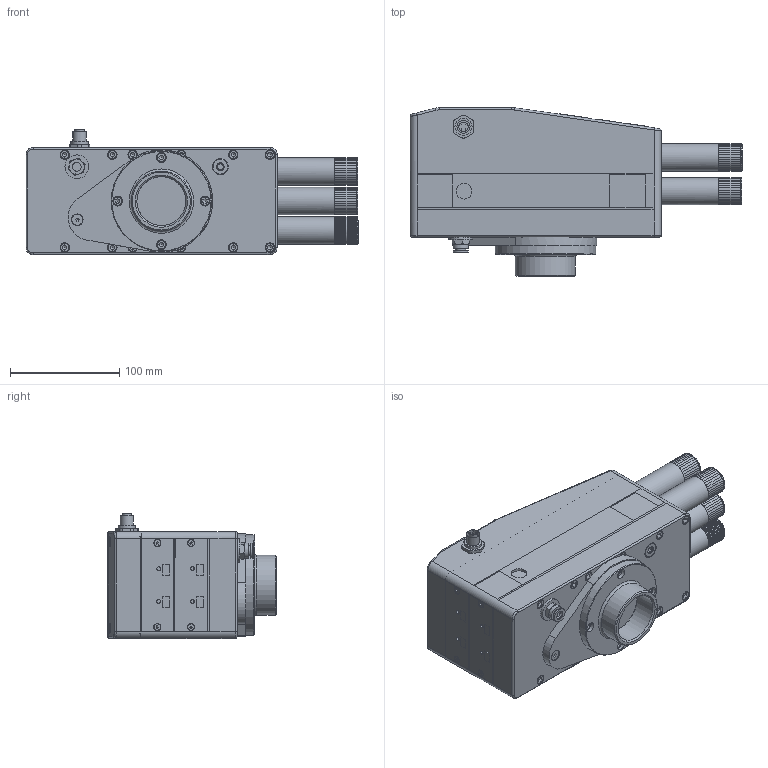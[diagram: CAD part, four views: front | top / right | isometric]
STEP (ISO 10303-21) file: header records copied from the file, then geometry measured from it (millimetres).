
FILE_DESCRIPTION(/* description */ (''),/* implementation_level */ '2;1');
FILE_NAME(/* name */ 'Trimax CVTX6.stp',/* time_stamp */ '2021-02-05T10:46:49+01:00',/* author */ ('enginyeria'),/* organization */ (''),/* preprocessor_version */ 'ST-DEVELOPER v17.2',/* originating_system */ 'Autodesk Inventor 2019',/* authorisation */ '');
FILE_SCHEMA (('CONFIG_CONTROL_DESIGN'));
Products named in the file (1): Trimax CVTX6
Bounding box: 304.11 x 154.56 x 114.68 mm (x, y, z)
Volume: 2796974.2 mm3; surface area: 281187.3 mm2
Topology: 1 solids, 29 shells, 2147 faces, 4857 edges, 2825 vertices
Faces by surface type: plane 1612, cylinder 350, torus 117, cone 54, bspline 14
Full cylindrical faces by diameter (mm): 0.259 x4, 3 x2, 3.5 x8, 4.134 x1, 4.917 x3, 5 x3, 5.3 x1, 5.5 x3, 6 x4, 6.5 x4, 8 x7, 8.5 x12, 8.7 x7, 9 x5, 9.7 x1, 10 x7, 10.5 x1, 12 x1, 13.6 x1, 14 x1, 14.4 x2, 14.5 x3, 15 x1, 15.6 x1, 16 x1, 21.65 x1, 24 x4, 25 x12, 44.845 x2, 55 x1
Entity records: 61098 total; most frequent: CARTESIAN_POINT 12861, DIRECTION 10527, ORIENTED_EDGE 9684, EDGE_CURVE 4842, AXIS2_PLACEMENT_3D 3804, LINE 2919, VECTOR 2919, VERTEX_POINT 2828
